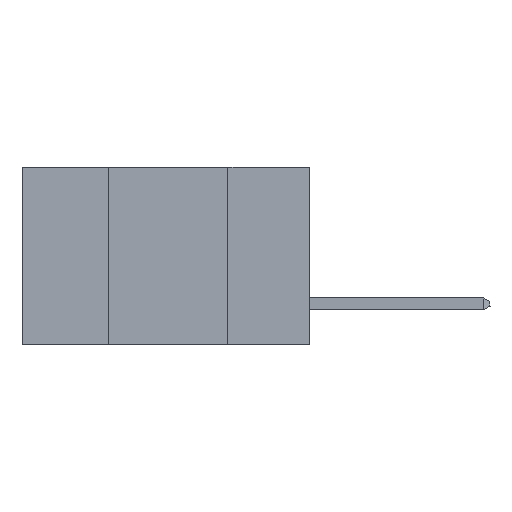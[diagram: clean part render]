
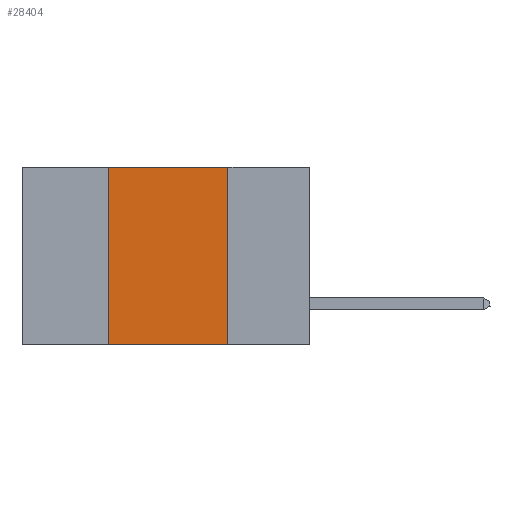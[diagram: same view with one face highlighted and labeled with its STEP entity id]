
A CAD part, left-side view. The second image highlights one B-rep face of the part: STEP entity #28404.
In plain terms, the highlighted planar face has unit normal (-1, 0, 0).
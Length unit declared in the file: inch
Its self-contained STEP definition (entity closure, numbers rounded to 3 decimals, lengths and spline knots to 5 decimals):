
#215 = CARTESIAN_POINT ( 'NONE',  ( 0., 0.6, -0.37 ) ) ;
#304 = LINE ( 'NONE', #27894, #3457 ) ;
#1278 = ORIENTED_EDGE ( 'NONE', *, *, #14643, .F. ) ;
#1380 = DIRECTION ( 'NONE',  ( 0., -1., 0. ) ) ;
#2810 = CARTESIAN_POINT ( 'NONE',  ( 0., 0.42, 0. ) ) ;
#2909 = DIRECTION ( 'NONE',  ( 1., 0., 0. ) ) ;
#3457 = VECTOR ( 'NONE', #33812, 39.37008 ) ;
#5332 = DIRECTION ( 'NONE',  ( 0., 0., -1. ) ) ;
#6143 = LINE ( 'NONE', #32827, #28242 ) ;
#6570 = VERTEX_POINT ( 'NONE', #2810 ) ;
#7228 = ORIENTED_EDGE ( 'NONE', *, *, #26689, .T. ) ;
#7377 = FACE_OUTER_BOUND ( 'NONE', #10408, .T. ) ;
#7998 = EDGE_CURVE ( 'NONE', #29654, #6570, #304, .T. ) ;
#9005 = DIRECTION ( 'NONE',  ( 0., -1., 0. ) ) ;
#10408 = EDGE_LOOP ( 'NONE', ( #26487, #1278, #28871, #7228 ) ) ;
#14643 = EDGE_CURVE ( 'NONE', #6570, #27990, #6143, .T. ) ;
#15249 = CARTESIAN_POINT ( 'NONE',  ( 0., 0.17, 0. ) ) ;
#17188 = VERTEX_POINT ( 'NONE', #25981 ) ;
#17289 = CARTESIAN_POINT ( 'NONE',  ( 0., 0.6, 0. ) ) ;
#20919 = LINE ( 'NONE', #215, #27725 ) ;
#24064 = AXIS2_PLACEMENT_3D ( 'NONE', #17289, #2909, #5332 ) ;
#25098 = DIRECTION ( 'NONE',  ( 0., 0., -1. ) ) ;
#25981 = CARTESIAN_POINT ( 'NONE',  ( 0., 0.17, -0.37 ) ) ;
#26487 = ORIENTED_EDGE ( 'NONE', *, *, #33014, .F. ) ;
#26689 = EDGE_CURVE ( 'NONE', #29654, #17188, #20919, .T. ) ;
#27523 = VECTOR ( 'NONE', #25098, 39.37008 ) ;
#27725 = VECTOR ( 'NONE', #9005, 39.37008 ) ;
#27894 = CARTESIAN_POINT ( 'NONE',  ( 0., 0.42, 0. ) ) ;
#27990 = VERTEX_POINT ( 'NONE', #15249 ) ;
#28242 = VECTOR ( 'NONE', #1380, 39.37008 ) ;
#28404 = ADVANCED_FACE ( 'NONE', ( #7377 ), #28816, .F. ) ;
#28816 = PLANE ( 'NONE',  #24064 ) ;
#28871 = ORIENTED_EDGE ( 'NONE', *, *, #7998, .F. ) ;
#28987 = CARTESIAN_POINT ( 'NONE',  ( 0., 0.42, -0.37 ) ) ;
#29654 = VERTEX_POINT ( 'NONE', #28987 ) ;
#32827 = CARTESIAN_POINT ( 'NONE',  ( 0., 0.6, 0. ) ) ;
#33014 = EDGE_CURVE ( 'NONE', #27990, #17188, #37024, .T. ) ;
#33628 = CARTESIAN_POINT ( 'NONE',  ( 0., 0.17, 0. ) ) ;
#33812 = DIRECTION ( 'NONE',  ( 0., 0., 1. ) ) ;
#37024 = LINE ( 'NONE', #33628, #27523 ) ;
